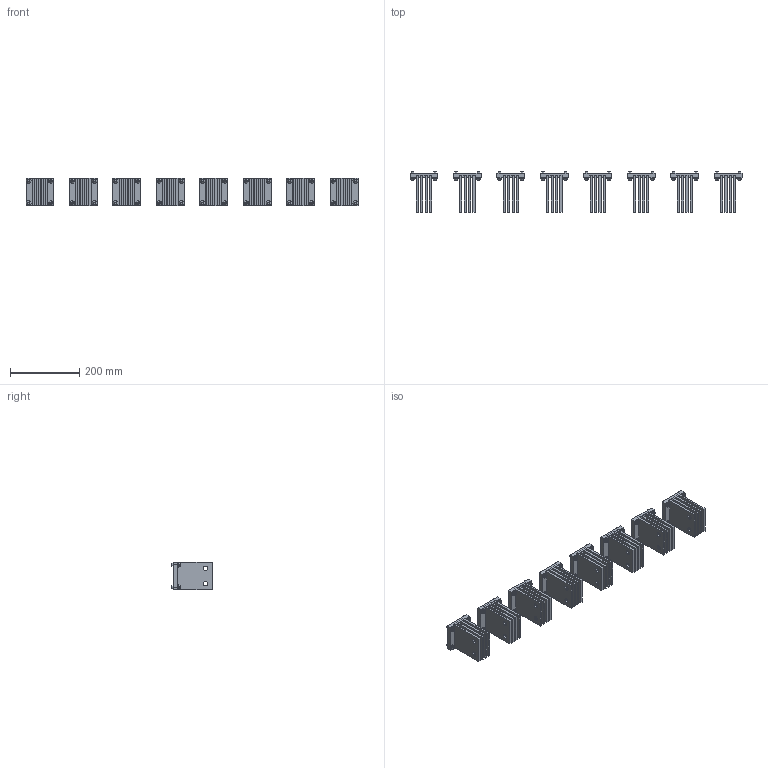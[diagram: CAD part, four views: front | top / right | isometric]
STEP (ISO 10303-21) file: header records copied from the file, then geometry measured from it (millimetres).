
FILE_DESCRIPTION(('CATIA V5 STEP Exchange'),'2;1');
FILE_NAME('1SDH001336R0272_E6.2_W_IV_TERMINALS_FS_VR_UL_LOWER_5000A.stp','2014-09-18T15:51:05+00:00',('none'),('none'),'CATIA Version 5 Release 20 SP 6 (IN-10)','CATIA V5 STEP AP214','none');
FILE_SCHEMA(('AUTOMOTIVE_DESIGN { 1 0 10303 214 1 1 1 1 }'));
Products named in the file (1): E6.2_W_FS_IV_TERMINALS_VR_UL_LOWER_5000A_AllCATPart
Bounding box: 962 x 116.5 x 80 mm (x, y, z)
Volume: 2127879.7 mm3; surface area: 817060.6 mm2
Topology: 136 solids, 136 shells, 2032 faces, 4832 edges, 3136 vertices
Faces by surface type: plane 880, cylinder 640, torus 448, revolution 64
Entity records: 57542 total; most frequent: CARTESIAN_POINT 11961, ORIENTED_EDGE 9664, DIRECTION 7504, EDGE_CURVE 4832, AXIS2_PLACEMENT_3D 3673, VERTEX_POINT 3136, EDGE_LOOP 2352, VECTOR 2272
